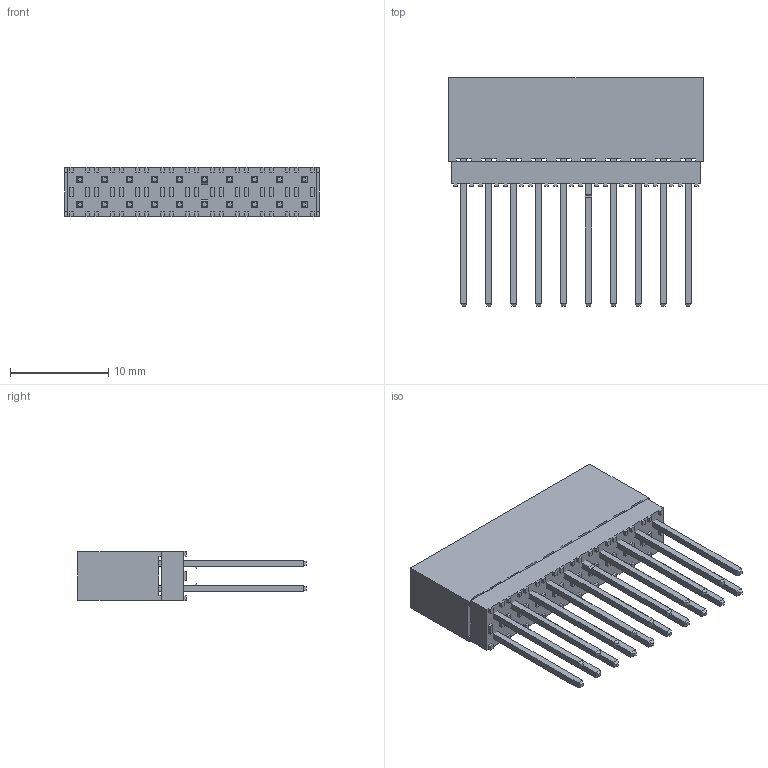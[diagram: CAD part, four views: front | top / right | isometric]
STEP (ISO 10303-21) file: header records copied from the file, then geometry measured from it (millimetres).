
FILE_DESCRIPTION(/* description */ ('STEP AP242','CAx-IF Rec.Pracs.---Representation and Presentation of Product Manufacturing Information (PMI)---4.0---2014-10-13','CAx-IF Rec.Pracs.---3D Tessellated Geometry---0.4---2014-09-14','2;1'),/* implementation_level */ '2;1');
FILE_NAME(/* name */ 'ESQ-110-14-G-D-LL',/* time_stamp */ '2026-01-31T19:42:58+01:00',/* author */ ('License CC BY-ND 4.0'),/* organization */ ('CADENAS'),/* preprocessor_version */ 'ST-DEVELOPER v20',/* originating_system */ 'PARTsolutions',/* authorisation */ ' ');
FILE_SCHEMA (('AP242_MANAGED_MODEL_BASED_3D_ENGINEERING_MIM_LF { 1 0 10303 442 1 1 4 }'));
Length unit declared in the file: inch
Products named in the file (5): ESQ-110-14-G-D-LL; ESQ-110-14-G-D-LL_socket; ESQ-110-14-G-D-LL_pins; ESQ-110-14-G-D-LL2_pins; ESQ-110-14-G-D-LL_bpins
Assembly tree (4 placements, depth 2):
  ESQ-110-14-G-D-LL
    ESQ-110-14-G-D-LL_socket
    ESQ-110-14-G-D-LL_pins
    ESQ-110-14-G-D-LL2_pins
    ESQ-110-14-G-D-LL_bpins
Bounding box: 25.91 x 23.24 x 5.08 mm (x, y, z)
Volume: 1424.9 mm3; surface area: 3082.3 mm2
Topology: 4 solids, 4 shells, 880 faces, 2296 edges, 1504 vertices
Faces by surface type: plane 860, cylinder 20
Entity records: 26462 total; most frequent: CARTESIAN_POINT 4685, ORIENTED_EDGE 4592, DIRECTION 4106, EDGE_CURVE 2296, LINE 2256, VECTOR 2256, VERTEX_POINT 1504, EDGE_LOOP 960
